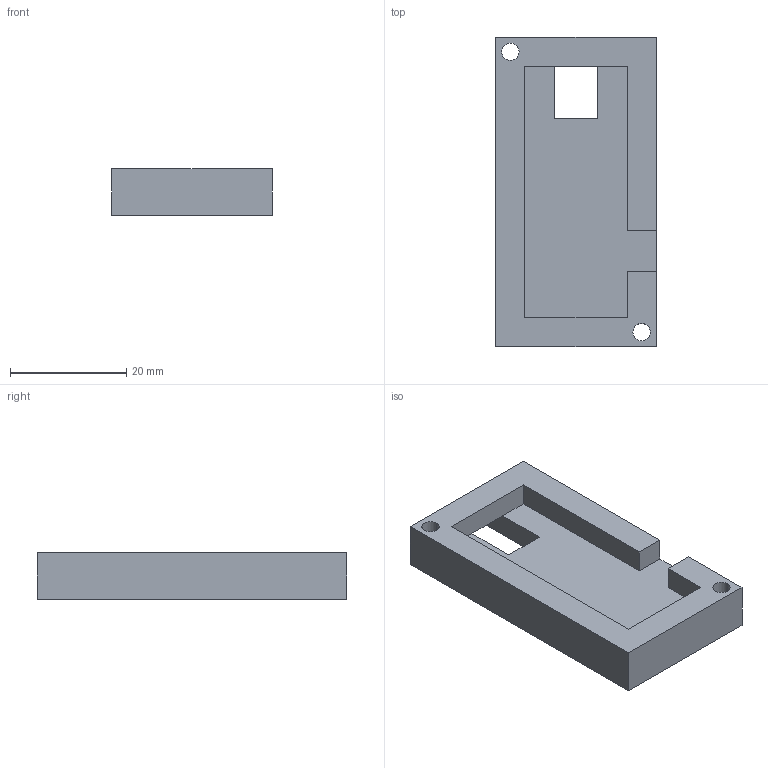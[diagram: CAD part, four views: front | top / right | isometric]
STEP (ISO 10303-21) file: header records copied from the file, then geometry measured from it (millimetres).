
FILE_DESCRIPTION (( 'STEP AP214' ), '1' );
FILE_NAME ('enclosure_bot.STEP', '2020-04-19T04:38:50', ( '' ), ( '' ), 'SwSTEP 2.0', 'SolidWorks 2019', '' );
FILE_SCHEMA (( 'AUTOMOTIVE_DESIGN' ));
Length unit declared in the file: millimetre
Products named in the file (1): enclosure_bot
Bounding box: 27.6 x 53.3 x 8 mm (x, y, z)
Volume: 7883.7 mm3; surface area: 4996.8 mm2
Topology: 1 solids, 1 shells, 26 faces, 76 edges, 50 vertices
Faces by surface type: plane 20, cylinder 6
Entity records: 906 total; most frequent: CARTESIAN_POINT 153, ORIENTED_EDGE 152, DIRECTION 142, EDGE_CURVE 76, LINE 64, VECTOR 64, VERTEX_POINT 50, AXIS2_PLACEMENT_3D 39
